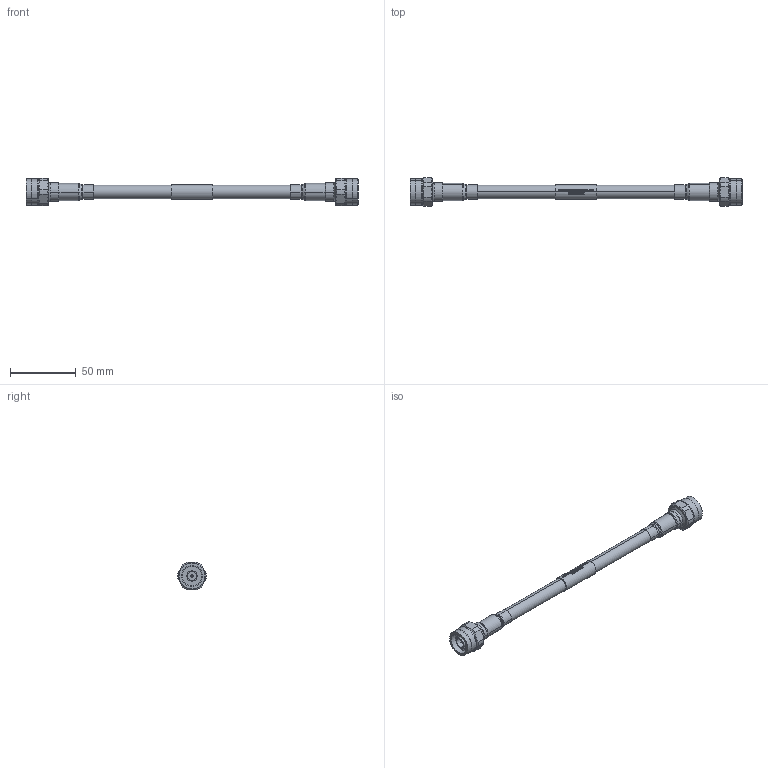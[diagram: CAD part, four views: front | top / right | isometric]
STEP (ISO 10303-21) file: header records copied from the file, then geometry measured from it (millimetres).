
FILE_DESCRIPTION (( 'STEP AP214' ), '1' );
FILE_NAME ('FMCA100181_3D.step', '2024-08-20T17:01:30', ( '' ), ( '' ), 'SwSTEP 2.0', 'SolidWorks 2022', '' );
FILE_SCHEMA (( 'AUTOMOTIVE_DESIGN' ));
Length unit declared in the file: inch
Products named in the file (7): HeatShrink^FMCA100181; Copy of TC-400-NMH-X_body^TC-400-NMH-X_FMCA100181; FMCA100181_3D; Copy of TC-400-NMH-X_ferrule^TC-400-NMH-X_FMCA100181; TCOM-195-240-400-600 for cable assy^FMCA100181_TCOM-400; TC-400-NMH-X^FMCA100181; FM Cable Assy Label^FMCA100181_D_405
Assembly tree (8 placements, depth 3):
  FMCA100181_3D
    TCOM-195-240-400-600 for cable assy^FMCA100181_TCOM-400
    FM Cable Assy Label^FMCA100181_D_405
    TC-400-NMH-X^FMCA100181  x2
      Copy of TC-400-NMH-X_body^TC-400-NMH-X_FMCA100181
      Copy of TC-400-NMH-X_ferrule^TC-400-NMH-X_FMCA100181
    HeatShrink^FMCA100181  x2
Bounding box: 252.25 x 22 x 20.57 mm (x, y, z)
Volume: 37494.7 mm3; surface area: 23421 mm2
Topology: 8 solids, 8 shells, 1190 faces, 3082 edges, 2006 vertices
Faces by surface type: plane 764, bspline 164, cylinder 146, cone 104, torus 12
Entity records: 39320 total; most frequent: CARTESIAN_POINT 14883, ORIENTED_EDGE 5640, DIRECTION 4118, EDGE_CURVE 2820, VERTEX_POINT 1857, LINE 1702, VECTOR 1702, AXIS2_PLACEMENT_3D 1208
